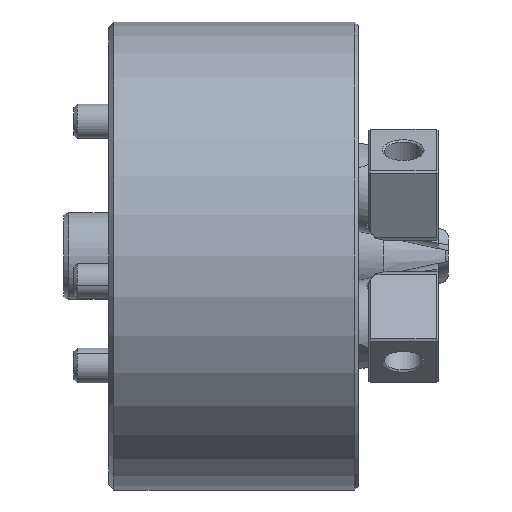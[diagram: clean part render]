
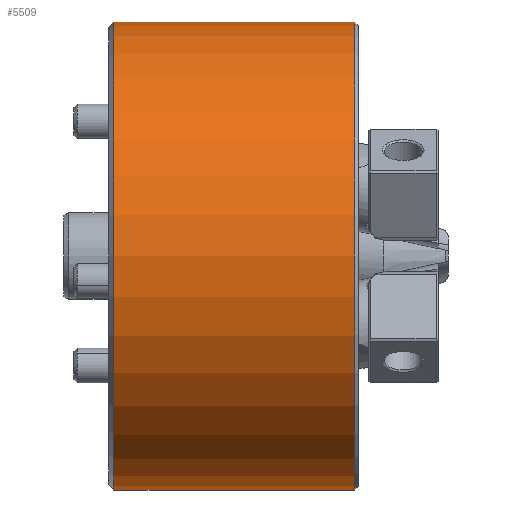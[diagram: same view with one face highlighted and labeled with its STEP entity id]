
A CAD part, front view. The second image highlights one B-rep face of the part: STEP entity #5509.
In plain terms, the highlighted cylindrical face has radius 67.5 mm (diameter 135 mm), a partial arc.
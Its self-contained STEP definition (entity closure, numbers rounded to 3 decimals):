
#88 = ORIENTED_EDGE ( 'NONE', *, *, #9309, .T. ) ;
#706 = VERTEX_POINT ( 'NONE', #2062 ) ;
#948 = EDGE_CURVE ( 'NONE', #2411, #706, #2182, .T. ) ;
#1375 = DIRECTION ( 'NONE',  ( 1., 0., 0. ) ) ;
#1655 = ORIENTED_EDGE ( 'NONE', *, *, #4215, .T. ) ;
#1722 = EDGE_LOOP ( 'NONE', ( #5355, #1655, #88, #4057 ) ) ;
#1747 = LINE ( 'NONE', #1748, #3238 ) ;
#1748 = CARTESIAN_POINT ( 'NONE',  ( 0., 0., -67.5 ) ) ;
#1922 = CARTESIAN_POINT ( 'NONE',  ( 1.5, 0., 0. ) ) ;
#2062 = CARTESIAN_POINT ( 'NONE',  ( 71., 0., 67.5 ) ) ;
#2092 = CYLINDRICAL_SURFACE ( 'NONE', #5109, 67.5 ) ;
#2182 = CIRCLE ( 'NONE', #8192, 67.5 ) ;
#2411 = VERTEX_POINT ( 'NONE', #9353 ) ;
#2618 = AXIS2_PLACEMENT_3D ( 'NONE', #1922, #6988, #2659 ) ;
#2652 = CARTESIAN_POINT ( 'NONE',  ( 71., 0., 0. ) ) ;
#2659 = DIRECTION ( 'NONE',  ( 0., 0., 1. ) ) ;
#2713 = EDGE_CURVE ( 'NONE', #6639, #706, #8159, .T. ) ;
#2817 = CARTESIAN_POINT ( 'NONE',  ( 0., 0., 67.5 ) ) ;
#3174 = CARTESIAN_POINT ( 'NONE',  ( 1.5, 0., -67.5 ) ) ;
#3238 = VECTOR ( 'NONE', #3943, 1000. ) ;
#3395 = DIRECTION ( 'NONE',  ( 0., 0., -1. ) ) ;
#3569 = CARTESIAN_POINT ( 'NONE',  ( 1.5, 0., 67.5 ) ) ;
#3607 = CARTESIAN_POINT ( 'NONE',  ( 0., 0., 0. ) ) ;
#3943 = DIRECTION ( 'NONE',  ( 1., 0., 0. ) ) ;
#4057 = ORIENTED_EDGE ( 'NONE', *, *, #948, .T. ) ;
#4215 = EDGE_CURVE ( 'NONE', #6639, #5101, #9249, .T. ) ;
#4353 = DIRECTION ( 'NONE',  ( 1., 0., 0. ) ) ;
#4555 = VECTOR ( 'NONE', #1375, 1000. ) ;
#5042 = DIRECTION ( 'NONE',  ( 0., 0., -1. ) ) ;
#5101 = VERTEX_POINT ( 'NONE', #3174 ) ;
#5109 = AXIS2_PLACEMENT_3D ( 'NONE', #3607, #4353, #5042 ) ;
#5355 = ORIENTED_EDGE ( 'NONE', *, *, #2713, .F. ) ;
#5509 = ADVANCED_FACE ( 'NONE', ( #7854 ), #2092, .T. ) ;
#6639 = VERTEX_POINT ( 'NONE', #3569 ) ;
#6988 = DIRECTION ( 'NONE',  ( 1., 0., 0. ) ) ;
#7709 = DIRECTION ( 'NONE',  ( -1., 0., 0. ) ) ;
#7854 = FACE_OUTER_BOUND ( 'NONE', #1722, .T. ) ;
#8159 = LINE ( 'NONE', #2817, #4555 ) ;
#8192 = AXIS2_PLACEMENT_3D ( 'NONE', #2652, #7709, #3395 ) ;
#9249 = CIRCLE ( 'NONE', #2618, 67.5 ) ;
#9309 = EDGE_CURVE ( 'NONE', #5101, #2411, #1747, .T. ) ;
#9353 = CARTESIAN_POINT ( 'NONE',  ( 71., 0., -67.5 ) ) ;
